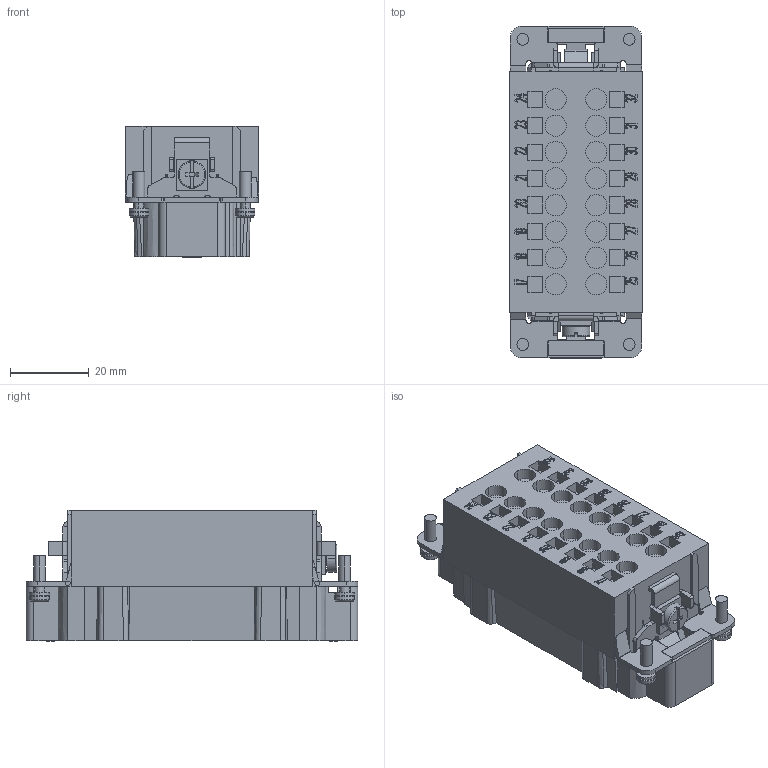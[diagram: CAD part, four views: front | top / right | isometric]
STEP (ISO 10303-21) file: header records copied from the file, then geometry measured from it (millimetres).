
FILE_DESCRIPTION((''),'2;1');
FILE_NAME('HE-016-MS','2017-07-10T',('tl.yang'),(''),'PRO/ENGINEER BY PARAMETRIC TECHNOLOGY CORPORATION, 2011500','PRO/ENGINEER BY PARAMETRIC TECHNOLOGY CORPORATION, 2011500','');
FILE_SCHEMA(('CONFIG_CONTROL_DESIGN'));
Products named in the file (1): HE-016-MS
Bounding box: 33.9 x 84.3 x 33.29 mm (x, y, z)
Volume: 48575.6 mm3; surface area: 21998 mm2
Topology: 1 solids, 18 shells, 3434 faces, 9446 edges, 6208 vertices
Faces by surface type: plane 2818, cylinder 282, bspline 180, cone 152, torus 2
Entity records: 112469 total; most frequent: CARTESIAN_POINT 25392, ORIENTED_EDGE 18892, DIRECTION 16597, EDGE_CURVE 9446, VECTOR 8095, LINE 8095, VERTEX_POINT 6208, AXIS2_PLACEMENT_3D 4251
